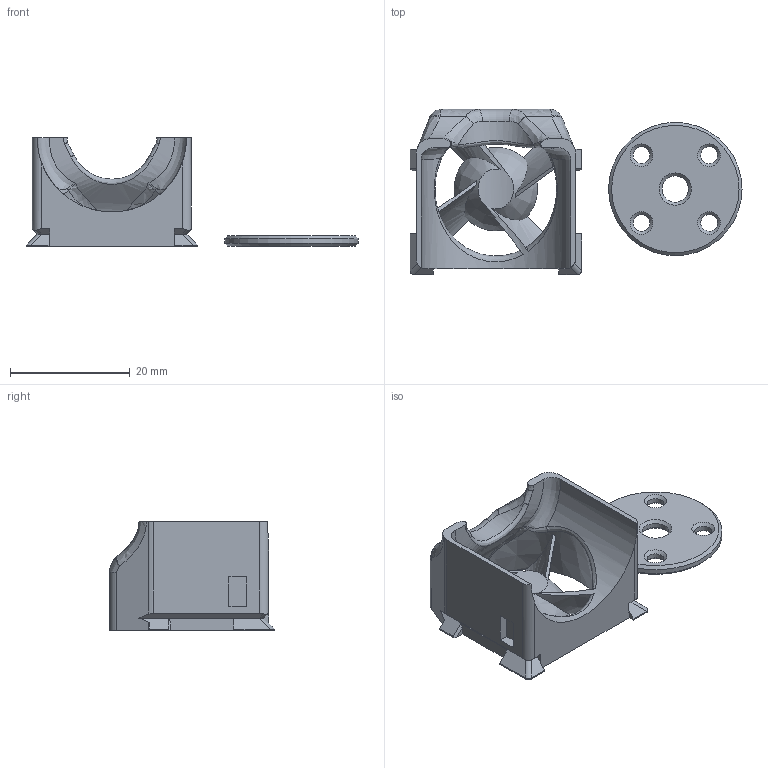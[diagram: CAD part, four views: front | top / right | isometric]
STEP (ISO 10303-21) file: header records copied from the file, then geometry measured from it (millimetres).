
FILE_DESCRIPTION(/* description */ ('STEP AP242','CAx-IF Rec.Pracs.---Representation and Presentation of Product Manufacturing Information (PMI)---4.0---2014-10-13','CAx-IF Rec.Pracs.---3D Tessellated Geometry---0.4---2014-09-14','2;1'),/* implementation_level */ '2;1');
FILE_NAME(/* name */ '67a9cbbe89366723a2600c27',/* time_stamp */ '2025-02-10T09:49:52Z',/* author */ (''),/* organization */ (''),/* preprocessor_version */ 'ST-DEVELOPER v20',/* originating_system */ 'ONSHAPE BY PTC INC, 1.193',/* authorisation */ ' ');
FILE_SCHEMA (('AP242_MANAGED_MODEL_BASED_3D_ENGINEERING_MIM_LF { 1 0 10303 442 1 1 4 }'));
Length unit declared in the file: millimetre
Products named in the file (3): A4T HE Duct - TZ-V6-2.0 [Stock Nozzle]; TZ-V6-2.0 Spacer; A4T HE Duct - TZ-V6-2.0
Assembly tree (2 placements, depth 2):
  A4T HE Duct - TZ-V6-2.0 [Stock Nozzle]
    TZ-V6-2.0 Spacer
    A4T HE Duct - TZ-V6-2.0
Bounding box: 55.5 x 27.6 x 18.2 mm (x, y, z)
Volume: 5224.6 mm3; surface area: 4761.1 mm2
Topology: 2 solids, 2 shells, 135 faces, 368 edges, 230 vertices
Faces by surface type: plane 46, bspline 44, cylinder 24, cone 16, sphere 4, torus 1
Full cylindrical faces by diameter (mm): 2.8 x4, 4.4 x1, 22.3 x1
Entity records: 5605 total; most frequent: CARTESIAN_POINT 2576, ORIENTED_EDGE 692, DIRECTION 462, EDGE_CURVE 346, VERTEX_POINT 230, EDGE_LOOP 168, FACE_BOUND 168, AXIS2_PLACEMENT_3D 161
